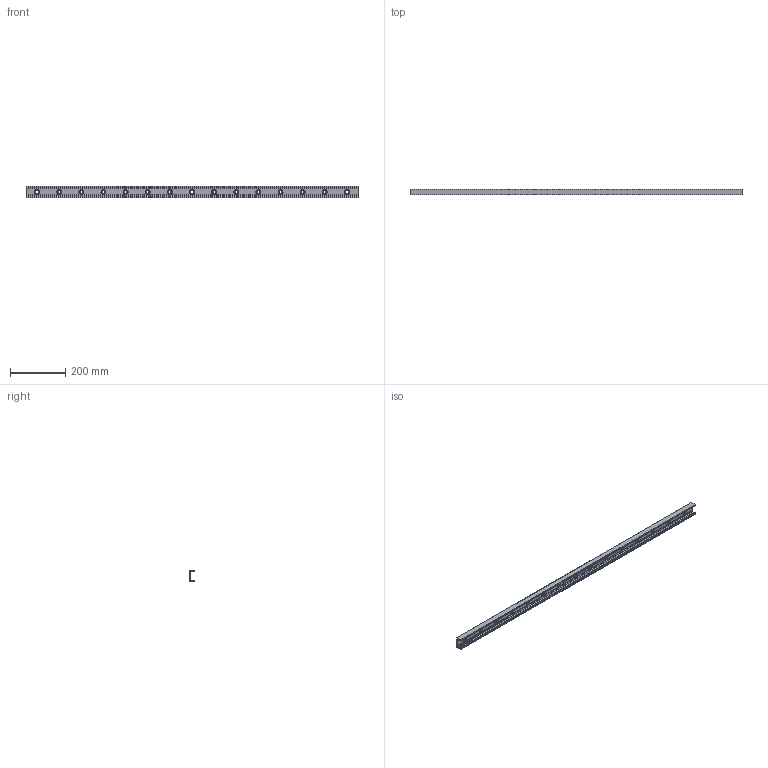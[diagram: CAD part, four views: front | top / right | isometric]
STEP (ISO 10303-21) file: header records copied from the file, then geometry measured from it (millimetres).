
FILE_DESCRIPTION((''),'2;1');
FILE_NAME('LCX 43-1200.C.stp','2016-04-28T09:25:44',('MRathmann'),(''),'Autodesk Inventor 2012','Autodesk Inventor 2012','');
FILE_SCHEMA(('CONFIG_CONTROL_DESIGN'));
Length unit declared in the file: millimetre
Products named in the file (1): LCX 43-1200.C
Bounding box: 1200 x 21 x 43 mm (x, y, z)
Volume: 405013.2 mm3; surface area: 192661.5 mm2
Topology: 1 solids, 1 shells, 73 faces, 183 edges, 127 vertices
Faces by surface type: cylinder 43, plane 30
Full cylindrical faces by diameter (mm): 10.5 x15, 18 x15
Entity records: 2044 total; most frequent: DIRECTION 372, CARTESIAN_POINT 324, ORIENTED_EDGE 276, AXIS2_PLACEMENT_3D 160, EDGE_LOOP 148, EDGE_CURVE 138, VERTEX_POINT 112, CIRCLE 86
